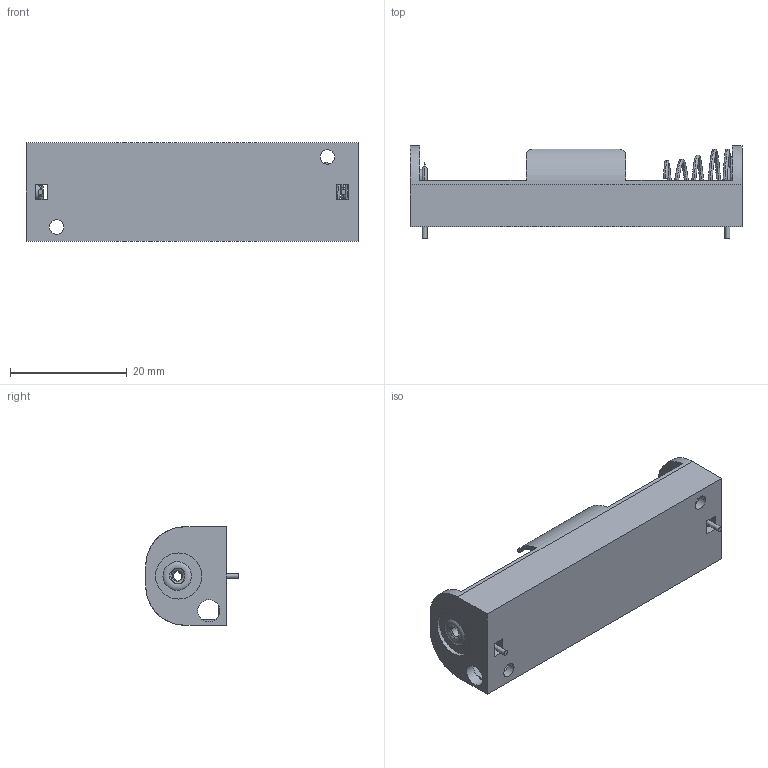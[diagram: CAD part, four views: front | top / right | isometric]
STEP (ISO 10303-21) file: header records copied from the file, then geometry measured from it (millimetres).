
FILE_DESCRIPTION(/* description */ ('STEP AP214'),/* implementation_level */ '2;1');
FILE_NAME(/* name */ 'KEYSTONE 2460.step',/* time_stamp */ '2022-09-15T17:23:01-04:00',/* author */ ('Arsenio'),/* organization */ (''),/* preprocessor_version */ 'ST-DEVELOPER v18',/* originating_system */ 'Autodesk Inventor 2020',/* authorisation */ '');
FILE_SCHEMA (('AUTOMOTIVE_DESIGN { 1 0 10303 214 3 1 1 }'));
Length unit declared in the file: inch
Products named in the file (1): KEYSTONE 2460
Bounding box: 57 x 15.89 x 16.89 mm (x, y, z)
Volume: 2834.6 mm3; surface area: 5402.2 mm2
Topology: 6 solids, 6 shells, 635 faces, 1720 edges, 1154 vertices
Faces by surface type: plane 447, bspline 154, cylinder 26, torus 8
Full cylindrical faces by diameter (mm): 0.864 x2, 1.778 x2, 2.489 x2, 2.667 x4, 3.81 x2, 7.925 x2
Entity records: 31406 total; most frequent: CARTESIAN_POINT 15564, ORIENTED_EDGE 3440, DIRECTION 2500, EDGE_CURVE 1720, LINE 1288, VECTOR 1288, VERTEX_POINT 1154, EDGE_LOOP 712
